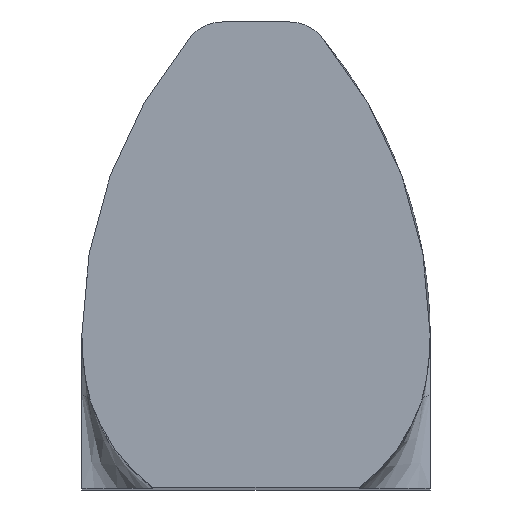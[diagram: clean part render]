
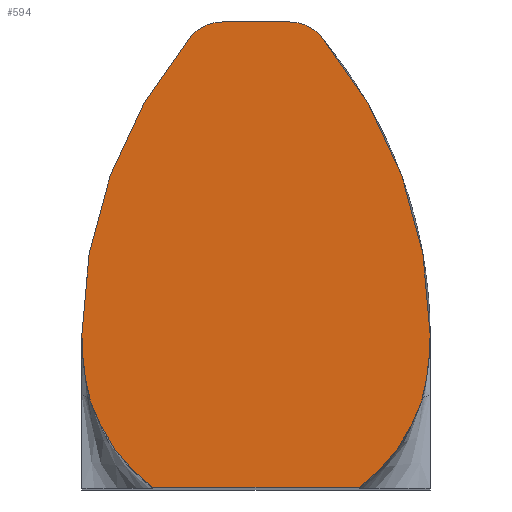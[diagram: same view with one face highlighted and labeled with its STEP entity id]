
A CAD part, top view. The second image highlights one B-rep face of the part: STEP entity #594.
In plain terms, the highlighted planar face has unit normal (0, 0, 1).
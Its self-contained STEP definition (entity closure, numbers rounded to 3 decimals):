
#28=PLANE('',#658);
#55=FACE_OUTER_BOUND('',#88,.T.);
#88=EDGE_LOOP('',(#478,#479,#480,#481,#482,#483,#484,#485,#486,#487));
#123=LINE('',#1032,#171);
#135=LINE('',#1080,#183);
#171=VECTOR('',#759,65.877);
#183=VECTOR('',#811,200.651);
#199=CIRCLE('',#612,252.592);
#201=CIRCLE('',#615,39.976);
#202=CIRCLE('',#618,171.995);
#204=CIRCLE('',#621,452.124);
#221=CIRCLE('',#650,252.592);
#222=CIRCLE('',#652,39.976);
#223=CIRCLE('',#655,171.995);
#224=CIRCLE('',#657,452.124);
#239=VERTEX_POINT('',#867);
#240=VERTEX_POINT('',#869);
#243=VERTEX_POINT('',#876);
#244=VERTEX_POINT('',#878);
#246=VERTEX_POINT('',#884);
#266=VERTEX_POINT('',#1030);
#278=VERTEX_POINT('',#1062);
#279=VERTEX_POINT('',#1064);
#280=VERTEX_POINT('',#1068);
#282=VERTEX_POINT('',#1074);
#297=EDGE_CURVE('',#239,#240,#199,.T.);
#301=EDGE_CURVE('',#243,#244,#201,.T.);
#304=EDGE_CURVE('',#240,#246,#202,.T.);
#307=EDGE_CURVE('',#244,#239,#204,.T.);
#335=EDGE_CURVE('',#243,#266,#123,.T.);
#351=EDGE_CURVE('',#279,#278,#221,.T.);
#354=EDGE_CURVE('',#266,#280,#222,.T.);
#357=EDGE_CURVE('',#278,#282,#223,.T.);
#358=EDGE_CURVE('',#280,#279,#224,.T.);
#359=EDGE_CURVE('',#282,#246,#135,.T.);
#478=ORIENTED_EDGE('',*,*,#335,.T.);
#479=ORIENTED_EDGE('',*,*,#354,.T.);
#480=ORIENTED_EDGE('',*,*,#358,.T.);
#481=ORIENTED_EDGE('',*,*,#351,.T.);
#482=ORIENTED_EDGE('',*,*,#357,.T.);
#483=ORIENTED_EDGE('',*,*,#359,.T.);
#484=ORIENTED_EDGE('',*,*,#304,.F.);
#485=ORIENTED_EDGE('',*,*,#297,.F.);
#486=ORIENTED_EDGE('',*,*,#307,.F.);
#487=ORIENTED_EDGE('',*,*,#301,.F.);
#594=ADVANCED_FACE('',(#55),#28,.T.);
#612=AXIS2_PLACEMENT_3D('',#870,#685,#686);
#615=AXIS2_PLACEMENT_3D('',#879,#693,#694);
#618=AXIS2_PLACEMENT_3D('',#885,#700,#701);
#621=AXIS2_PLACEMENT_3D('',#889,#707,#708);
#650=AXIS2_PLACEMENT_3D('',#1065,#790,#791);
#652=AXIS2_PLACEMENT_3D('',#1070,#796,#797);
#655=AXIS2_PLACEMENT_3D('',#1076,#803,#804);
#657=AXIS2_PLACEMENT_3D('',#1078,#807,#808);
#658=AXIS2_PLACEMENT_3D('',#1079,#809,#810);
#685=DIRECTION('center_axis',(0.,0.,-1.));
#686=DIRECTION('ref_axis',(1.,0.003,0.));
#693=DIRECTION('center_axis',(0.,0.,-1.));
#694=DIRECTION('ref_axis',(0.002,1.,0.));
#700=DIRECTION('center_axis',(0.,0.,-1.));
#701=DIRECTION('ref_axis',(0.949,-0.315,0.));
#707=DIRECTION('center_axis',(0.,0.,-1.));
#708=DIRECTION('ref_axis',(0.766,0.643,0.));
#759=DIRECTION('',(-1.,0.,0.));
#790=DIRECTION('center_axis',(0.,0.,1.));
#791=DIRECTION('ref_axis',(-1.,0.003,0.));
#796=DIRECTION('center_axis',(0.,0.,1.));
#797=DIRECTION('ref_axis',(-0.002,1.,0.));
#803=DIRECTION('center_axis',(0.,0.,1.));
#804=DIRECTION('ref_axis',(-0.949,-0.315,0.));
#807=DIRECTION('center_axis',(0.,0.,1.));
#808=DIRECTION('ref_axis',(-0.766,0.643,0.));
#809=DIRECTION('center_axis',(0.,0.,1.));
#810=DIRECTION('ref_axis',(1.,0.,0.));
#811=DIRECTION('',(1.,0.,0.));
#867=CARTESIAN_POINT('',(169.499,148.945,1480.));
#869=CARTESIAN_POINT('',(161.225,84.021,1480.));
#870=CARTESIAN_POINT('Origin',(-83.092,148.147,1480.));
#876=CARTESIAN_POINT('',(32.938,452.983,1480.));
#878=CARTESIAN_POINT('',(63.479,438.713,1480.));
#879=CARTESIAN_POINT('Origin',(32.864,413.008,1480.));
#884=CARTESIAN_POINT('',(100.326,0.,1480.));
#885=CARTESIAN_POINT('Origin',(-1.999,138.246,1480.));
#889=CARTESIAN_POINT('Origin',(-282.624,147.802,1480.));
#1030=CARTESIAN_POINT('',(-32.938,452.983,1480.));
#1032=CARTESIAN_POINT('',(32.932,452.983,1480.));
#1062=CARTESIAN_POINT('',(-161.225,84.021,1480.));
#1064=CARTESIAN_POINT('',(-169.499,148.945,1480.));
#1065=CARTESIAN_POINT('Origin',(83.092,148.147,1480.));
#1068=CARTESIAN_POINT('',(-63.479,438.713,1480.));
#1070=CARTESIAN_POINT('Origin',(-32.864,413.008,1480.));
#1074=CARTESIAN_POINT('',(-100.326,0.,1480.));
#1076=CARTESIAN_POINT('Origin',(1.999,138.246,1480.));
#1078=CARTESIAN_POINT('Origin',(282.624,147.802,1480.));
#1079=CARTESIAN_POINT('Origin',(-0.006,202.874,1480.));
#1080=CARTESIAN_POINT('',(-100.326,0.,1480.));
